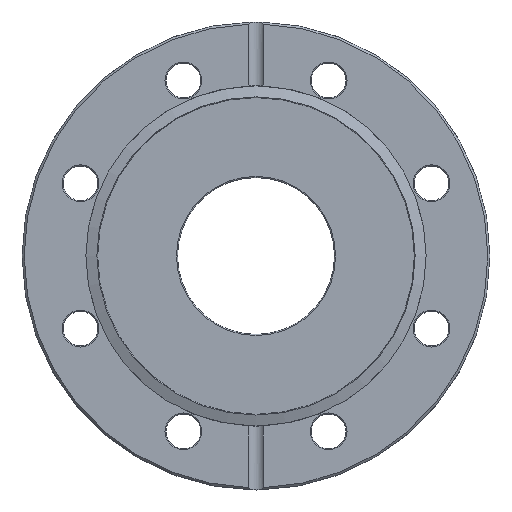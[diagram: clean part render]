
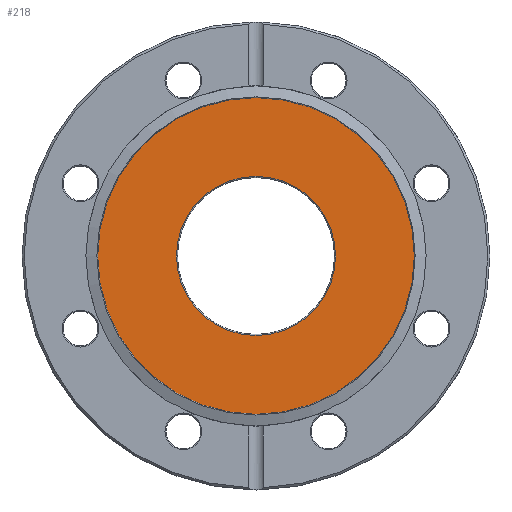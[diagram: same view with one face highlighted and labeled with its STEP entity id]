
A CAD part, top view. The second image highlights one B-rep face of the part: STEP entity #218.
In plain terms, the highlighted planar face has unit normal (0, 0, 1).
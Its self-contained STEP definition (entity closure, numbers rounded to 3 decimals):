
#218 = ADVANCED_FACE( '', ( #506, #507 ), #508, .F. );
#506 = FACE_BOUND( '', #803, .T. );
#507 = FACE_OUTER_BOUND( '', #804, .T. );
#508 = PLANE( '', #805 );
#803 = EDGE_LOOP( '', ( #1243 ) );
#804 = EDGE_LOOP( '', ( #1244 ) );
#805 = AXIS2_PLACEMENT_3D( '', #1245, #1246, #1247 );
#1243 = ORIENTED_EDGE( '', *, *, #1391, .T. );
#1244 = ORIENTED_EDGE( '', *, *, #1343, .T. );
#1245 = CARTESIAN_POINT( '', ( 0., 0., 7.468 ) );
#1246 = DIRECTION( '', ( 0., 0., -1. ) );
#1247 = DIRECTION( '', ( -1., 0., 0. ) );
#1343 = EDGE_CURVE( '', #1531, #1531, #1532, .T. );
#1391 = EDGE_CURVE( '', #1610, #1610, #1611, .T. );
#1531 = VERTEX_POINT( '', #1773 );
#1532 = CIRCLE( '', #1774, 38.423 );
#1610 = VERTEX_POINT( '', #1885 );
#1611 = CIRCLE( '', #1886, 19.304 );
#1773 = CARTESIAN_POINT( '', ( 38.423, 0., 7.468 ) );
#1774 = AXIS2_PLACEMENT_3D( '', #2092, #2093, #2094 );
#1885 = CARTESIAN_POINT( '', ( -19.304, 0., 7.468 ) );
#1886 = AXIS2_PLACEMENT_3D( '', #2170, #2171, #2172 );
#2092 = CARTESIAN_POINT( '', ( 0., 0., 7.468 ) );
#2093 = DIRECTION( '', ( 0., 0., 1. ) );
#2094 = DIRECTION( '', ( 1., 0., 0. ) );
#2170 = CARTESIAN_POINT( '', ( 0., 0., 7.468 ) );
#2171 = DIRECTION( '', ( 0., 0., -1. ) );
#2172 = DIRECTION( '', ( -1., 0., 0. ) );
